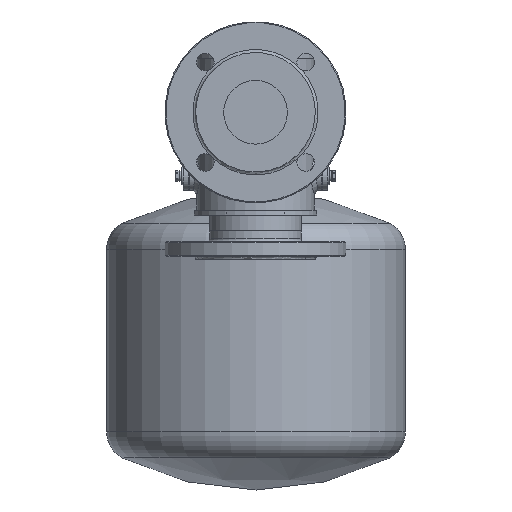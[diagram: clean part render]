
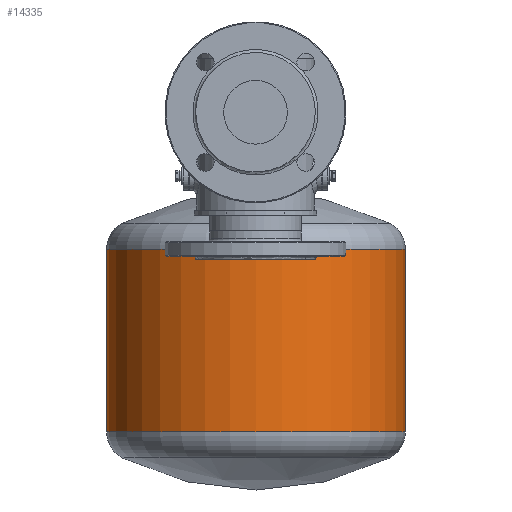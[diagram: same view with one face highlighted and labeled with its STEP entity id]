
A CAD part, left-side view. The second image highlights one B-rep face of the part: STEP entity #14335.
In plain terms, the highlighted cylindrical face has radius 152.5 mm (diameter 305 mm), a full revolution.
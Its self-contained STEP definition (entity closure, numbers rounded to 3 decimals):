
#521=FACE_BOUND('',#2122,.T.);
#1255=FACE_OUTER_BOUND('',#2121,.T.);
#2121=EDGE_LOOP('',(#9608));
#2122=EDGE_LOOP('',(#9609));
#3185=CIRCLE('',#15316,152.5);
#3186=CIRCLE('',#15318,152.5);
#5840=VERTEX_POINT('',#21657);
#5841=VERTEX_POINT('',#21660);
#7289=EDGE_CURVE('',#5840,#5840,#3185,.T.);
#7290=EDGE_CURVE('',#5841,#5841,#3186,.T.);
#9608=ORIENTED_EDGE('',*,*,#7290,.T.);
#9609=ORIENTED_EDGE('',*,*,#7289,.F.);
#13142=CYLINDRICAL_SURFACE('',#15317,152.5);
#14335=ADVANCED_FACE('',(#1255,#521),#13142,.T.);
#15316=AXIS2_PLACEMENT_3D('',#21658,#17336,#17337);
#15317=AXIS2_PLACEMENT_3D('',#21659,#17338,#17339);
#15318=AXIS2_PLACEMENT_3D('',#21661,#17340,#17341);
#17336=DIRECTION('center_axis',(-0.001,0.,
-1.));
#17337=DIRECTION('ref_axis',(0.,1.,0.));
#17338=DIRECTION('center_axis',(-0.001,0.,
-1.));
#17339=DIRECTION('ref_axis',(0.,1.,0.));
#17340=DIRECTION('center_axis',(-0.001,0.,
-1.));
#17341=DIRECTION('ref_axis',(0.,1.,0.));
#21657=CARTESIAN_POINT('',(969.515,152.,-226.229));
#21658=CARTESIAN_POINT('Origin',(969.515,-0.5,-226.229));
#21659=CARTESIAN_POINT('Origin',(969.576,-0.5,-179.673));
#21660=CARTESIAN_POINT('',(969.759,152.,-40.007));
#21661=CARTESIAN_POINT('Origin',(969.759,-0.5,-40.007));
